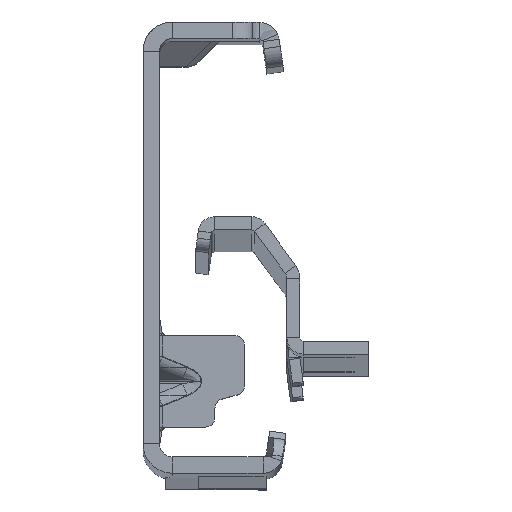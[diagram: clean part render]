
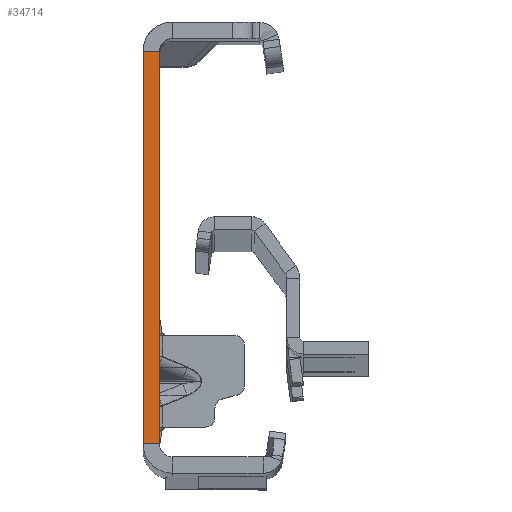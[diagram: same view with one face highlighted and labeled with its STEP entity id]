
A CAD part, top view. The second image highlights one B-rep face of the part: STEP entity #34714.
In plain terms, the highlighted planar face has unit normal (0, 0, 1).
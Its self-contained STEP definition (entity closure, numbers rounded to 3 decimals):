
#894 = DIRECTION ( 'NONE',  ( -1., 0., 0. ) ) ;
#1057 = CARTESIAN_POINT ( 'NONE',  ( -2.5, -30., 0. ) ) ;
#1644 = DIRECTION ( 'NONE',  ( 0., -1., 0. ) ) ;
#2833 = EDGE_LOOP ( 'NONE', ( #15334, #4790, #7888, #15216 ) ) ;
#4790 = ORIENTED_EDGE ( 'NONE', *, *, #34506, .T. ) ;
#5590 = EDGE_CURVE ( 'NONE', #46624, #16196, #37553, .T. ) ;
#5670 = AXIS2_PLACEMENT_3D ( 'NONE', #10439, #34152, #25819 ) ;
#6735 = VERTEX_POINT ( 'NONE', #14621 ) ;
#7888 = ORIENTED_EDGE ( 'NONE', *, *, #46320, .T. ) ;
#8766 = VECTOR ( 'NONE', #29861, 1000. ) ;
#10439 = CARTESIAN_POINT ( 'NONE',  ( -2.5, -32., 0. ) ) ;
#10814 = CARTESIAN_POINT ( 'NONE',  ( 0., -30., 0. ) ) ;
#12516 = LINE ( 'NONE', #47632, #47440 ) ;
#14467 = CARTESIAN_POINT ( 'NONE',  ( 0., -30., 0. ) ) ;
#14621 = CARTESIAN_POINT ( 'NONE',  ( -2.5, 30., 0. ) ) ;
#15216 = ORIENTED_EDGE ( 'NONE', *, *, #31313, .F. ) ;
#15334 = ORIENTED_EDGE ( 'NONE', *, *, #5590, .F. ) ;
#15988 = DIRECTION ( 'NONE',  ( 0., -1., 0. ) ) ;
#16196 = VERTEX_POINT ( 'NONE', #10814 ) ;
#19454 = VECTOR ( 'NONE', #15988, 1000. ) ;
#20068 = CARTESIAN_POINT ( 'NONE',  ( 0., 30., 0. ) ) ;
#22556 = FACE_OUTER_BOUND ( 'NONE', #2833, .T. ) ;
#25020 = CARTESIAN_POINT ( 'NONE',  ( 0., 30., 0. ) ) ;
#25819 = DIRECTION ( 'NONE',  ( 1., 0., 0. ) ) ;
#27893 = LINE ( 'NONE', #20068, #31444 ) ;
#29861 = DIRECTION ( 'NONE',  ( -1., 0., 0. ) ) ;
#31313 = EDGE_CURVE ( 'NONE', #16196, #49558, #48362, .T. ) ;
#31444 = VECTOR ( 'NONE', #894, 1000. ) ;
#34152 = DIRECTION ( 'NONE',  ( 0., 0., 1. ) ) ;
#34506 = EDGE_CURVE ( 'NONE', #46624, #6735, #27893, .T. ) ;
#34714 = ADVANCED_FACE ( 'NONE', ( #22556 ), #45834, .T. ) ;
#37553 = LINE ( 'NONE', #38322, #19454 ) ;
#38322 = CARTESIAN_POINT ( 'NONE',  ( 0., -32., 0. ) ) ;
#45834 = PLANE ( 'NONE',  #5670 ) ;
#46320 = EDGE_CURVE ( 'NONE', #6735, #49558, #12516, .T. ) ;
#46624 = VERTEX_POINT ( 'NONE', #25020 ) ;
#47440 = VECTOR ( 'NONE', #1644, 1000. ) ;
#47632 = CARTESIAN_POINT ( 'NONE',  ( -2.5, -32., 0. ) ) ;
#48362 = LINE ( 'NONE', #14467, #8766 ) ;
#49558 = VERTEX_POINT ( 'NONE', #1057 ) ;
